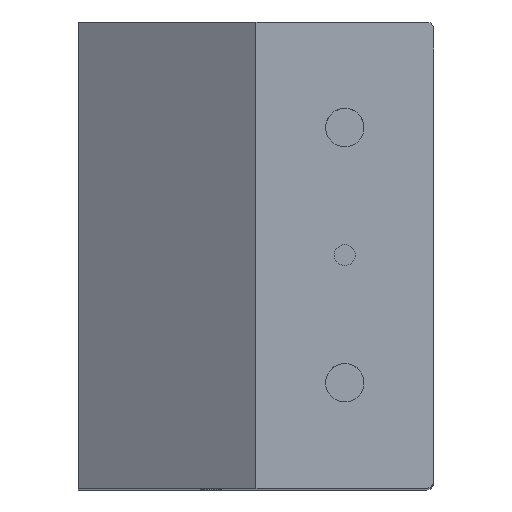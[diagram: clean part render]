
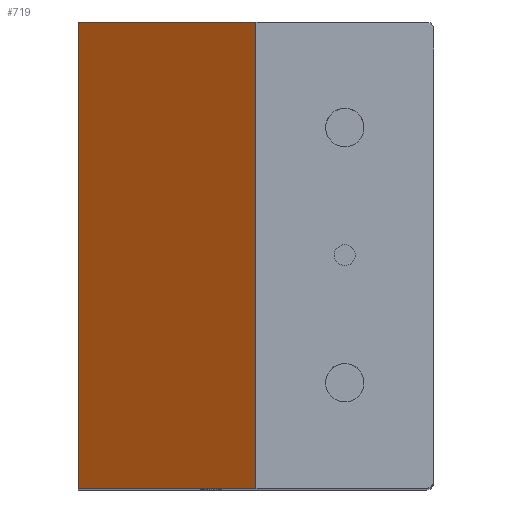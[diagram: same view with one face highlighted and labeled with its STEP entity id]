
A CAD part, top view. The second image highlights one B-rep face of the part: STEP entity #719.
In plain terms, the highlighted planar face has unit normal (-0.567, 0, 0.824).
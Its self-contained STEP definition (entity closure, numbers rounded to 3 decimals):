
#54=PLANE('',#807);
#93=FACE_OUTER_BOUND('',#147,.T.);
#147=EDGE_LOOP('',(#633,#634,#635,#636));
#174=LINE('',#1079,#235);
#213=LINE('',#1210,#274);
#214=LINE('',#1212,#275);
#215=LINE('',#1213,#276);
#235=VECTOR('',#860,10.);
#274=VECTOR('',#1007,10.);
#275=VECTOR('',#1008,10.);
#276=VECTOR('',#1009,10.);
#337=VERTEX_POINT('',#1076);
#338=VERTEX_POINT('',#1078);
#376=VERTEX_POINT('',#1209);
#377=VERTEX_POINT('',#1211);
#404=EDGE_CURVE('',#337,#338,#174,.T.);
#467=EDGE_CURVE('',#337,#376,#213,.T.);
#468=EDGE_CURVE('',#377,#376,#214,.T.);
#469=EDGE_CURVE('',#377,#338,#215,.T.);
#633=ORIENTED_EDGE('',*,*,#404,.F.);
#634=ORIENTED_EDGE('',*,*,#467,.T.);
#635=ORIENTED_EDGE('',*,*,#468,.F.);
#636=ORIENTED_EDGE('',*,*,#469,.T.);
#719=ADVANCED_FACE('',(#93),#54,.F.);
#807=AXIS2_PLACEMENT_3D('',#1208,#1005,#1006);
#860=DIRECTION('',(0.823,0.,0.567));
#1005=DIRECTION('center_axis',(0.567,0.,
-0.823));
#1006=DIRECTION('ref_axis',(-0.823,0.,-0.567));
#1007=DIRECTION('',(0.,-1.,0.));
#1008=DIRECTION('',(-0.823,0.,-0.567));
#1009=DIRECTION('',(0.,1.,0.));
#1076=CARTESIAN_POINT('',(-25.4,163.35,213.9));
#1078=CARTESIAN_POINT('',(0.,163.35,231.4));
#1079=CARTESIAN_POINT('',(-16.243,163.35,220.209));
#1208=CARTESIAN_POINT('Origin',(0.,96.65,231.4));
#1209=CARTESIAN_POINT('',(-25.4,96.65,213.9));
#1210=CARTESIAN_POINT('',(-25.4,163.35,213.9));
#1211=CARTESIAN_POINT('',(0.,96.65,231.4));
#1212=CARTESIAN_POINT('',(-33.467,96.65,208.342));
#1213=CARTESIAN_POINT('',(0.,96.65,231.4));
